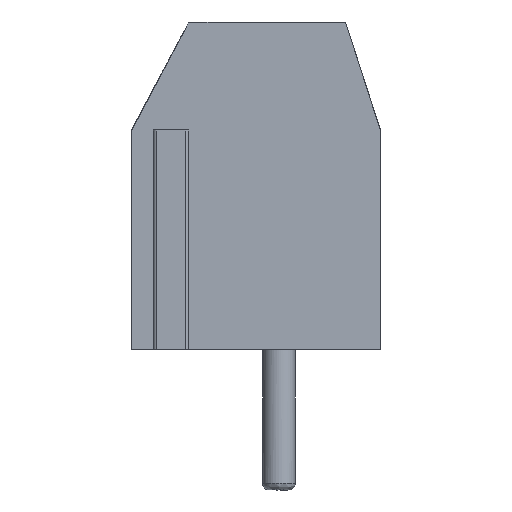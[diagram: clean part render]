
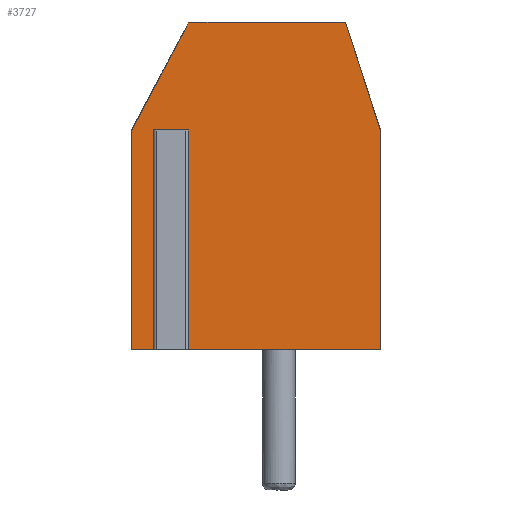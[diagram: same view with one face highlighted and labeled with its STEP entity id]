
A CAD part, left-side view. The second image highlights one B-rep face of the part: STEP entity #3727.
In plain terms, the highlighted planar face has unit normal (-1, 0, 0).
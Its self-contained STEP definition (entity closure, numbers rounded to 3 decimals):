
#57 = CARTESIAN_POINT ( 'NONE',  ( 15., 6.189, -6.649 ) ) ;
#455 = CARTESIAN_POINT ( 'NONE',  ( 15., 2.904, 3.351 ) ) ;
#817 = VERTEX_POINT ( 'NONE', #1102 ) ;
#1035 = LINE ( 'NONE', #455, #26666 ) ;
#1038 = VERTEX_POINT ( 'NONE', #16149 ) ;
#1102 = CARTESIAN_POINT ( 'NONE',  ( 15., 7.049, 0.051 ) ) ;
#1578 = VECTOR ( 'NONE', #38225, 1000. ) ;
#1768 = CARTESIAN_POINT ( 'NONE',  ( 15., 5.509, 26.94 ) ) ;
#2048 = DIRECTION ( 'NONE',  ( 0., 1., 0. ) ) ;
#2117 = LINE ( 'NONE', #26226, #1578 ) ;
#3617 = DIRECTION ( 'NONE',  ( 0., -1., 0. ) ) ;
#3727 = ADVANCED_FACE ( 'NONE', ( #18200 ), #13502, .F. ) ;
#4060 = LINE ( 'NONE', #34245, #14719 ) ;
#4384 = EDGE_CURVE ( 'NONE', #33360, #12018, #38364, .T. ) ;
#4425 = VECTOR ( 'NONE', #35873, 1000. ) ;
#4771 = DIRECTION ( 'NONE',  ( 0., -0.306, -0.952 ) ) ;
#4909 = EDGE_CURVE ( 'NONE', #11345, #33534, #17121, .T. ) ;
#5800 = VECTOR ( 'NONE', #4771, 1000. ) ;
#6478 = CARTESIAN_POINT ( 'NONE',  ( 15., 6.189, 0.051 ) ) ;
#7225 = DIRECTION ( 'NONE',  ( 0., -0.469, 0.883 ) ) ;
#7741 = ORIENTED_EDGE ( 'NONE', *, *, #22698, .F. ) ;
#7963 = ORIENTED_EDGE ( 'NONE', *, *, #20857, .F. ) ;
#9486 = CARTESIAN_POINT ( 'NONE',  ( 15., 0.509, 3.351 ) ) ;
#10022 = DIRECTION ( 'NONE',  ( 0., 0., -1. ) ) ;
#11345 = VERTEX_POINT ( 'NONE', #27182 ) ;
#12018 = VERTEX_POINT ( 'NONE', #17084 ) ;
#12811 = EDGE_CURVE ( 'NONE', #33787, #33645, #34367, .T. ) ;
#13502 = PLANE ( 'NONE',  #20441 ) ;
#13615 = EDGE_CURVE ( 'NONE', #22146, #36961, #14267, .T. ) ;
#13651 = EDGE_CURVE ( 'NONE', #1038, #33787, #1035, .T. ) ;
#13940 = ORIENTED_EDGE ( 'NONE', *, *, #13615, .F. ) ;
#14267 = LINE ( 'NONE', #36755, #33595 ) ;
#14592 = CARTESIAN_POINT ( 'NONE',  ( 15., -0.551, -6.649 ) ) ;
#14719 = VECTOR ( 'NONE', #7225, 1000. ) ;
#15229 = DIRECTION ( 'NONE',  ( 0., 1., 0. ) ) ;
#15687 = ORIENTED_EDGE ( 'NONE', *, *, #23564, .F. ) ;
#16149 = CARTESIAN_POINT ( 'NONE',  ( 15., 5.299, 3.351 ) ) ;
#16303 = CARTESIAN_POINT ( 'NONE',  ( 15., 6.189, 26.94 ) ) ;
#16390 = ORIENTED_EDGE ( 'NONE', *, *, #4384, .F. ) ;
#16411 = ORIENTED_EDGE ( 'NONE', *, *, #4909, .F. ) ;
#17022 = CARTESIAN_POINT ( 'NONE',  ( 15., 2.904, 26.94 ) ) ;
#17084 = CARTESIAN_POINT ( 'NONE',  ( 15., 7.049, -6.649 ) ) ;
#17121 = LINE ( 'NONE', #14592, #30397 ) ;
#17568 = CARTESIAN_POINT ( 'NONE',  ( 15., -0.551, 0.051 ) ) ;
#18200 = FACE_OUTER_BOUND ( 'NONE', #37832, .T. ) ;
#19094 = ORIENTED_EDGE ( 'NONE', *, *, #13651, .F. ) ;
#19299 = ORIENTED_EDGE ( 'NONE', *, *, #12811, .F. ) ;
#20441 = AXIS2_PLACEMENT_3D ( 'NONE', #17022, #22369, #2048 ) ;
#20857 = EDGE_CURVE ( 'NONE', #33645, #11345, #30143, .T. ) ;
#21564 = ORIENTED_EDGE ( 'NONE', *, *, #37954, .F. ) ;
#22146 = VERTEX_POINT ( 'NONE', #27526 ) ;
#22369 = DIRECTION ( 'NONE',  ( 1., 0., 0. ) ) ;
#22698 = EDGE_CURVE ( 'NONE', #817, #1038, #4060, .T. ) ;
#22759 = CARTESIAN_POINT ( 'NONE',  ( 15., 2.904, -6.649 ) ) ;
#23102 = CARTESIAN_POINT ( 'NONE',  ( 15., 5.509, -6.649 ) ) ;
#23564 = EDGE_CURVE ( 'NONE', #12018, #817, #2117, .T. ) ;
#26226 = CARTESIAN_POINT ( 'NONE',  ( 15., 7.049, 26.94 ) ) ;
#26666 = VECTOR ( 'NONE', #3617, 1000. ) ;
#27182 = CARTESIAN_POINT ( 'NONE',  ( 15., -0.551, -6.649 ) ) ;
#27526 = CARTESIAN_POINT ( 'NONE',  ( 15., 5.509, 0.051 ) ) ;
#29209 = DIRECTION ( 'NONE',  ( 0., 1., 0. ) ) ;
#30143 = LINE ( 'NONE', #33087, #4425 ) ;
#30397 = VECTOR ( 'NONE', #29209, 1000. ) ;
#32446 = ORIENTED_EDGE ( 'NONE', *, *, #34896, .F. ) ;
#32461 = DIRECTION ( 'NONE',  ( 0., 1., 0. ) ) ;
#33087 = CARTESIAN_POINT ( 'NONE',  ( 15., -0.551, 26.94 ) ) ;
#33152 = VECTOR ( 'NONE', #32461, 1000. ) ;
#33360 = VERTEX_POINT ( 'NONE', #57 ) ;
#33534 = VERTEX_POINT ( 'NONE', #23102 ) ;
#33595 = VECTOR ( 'NONE', #15229, 1000. ) ;
#33645 = VERTEX_POINT ( 'NONE', #17568 ) ;
#33787 = VERTEX_POINT ( 'NONE', #9486 ) ;
#34245 = CARTESIAN_POINT ( 'NONE',  ( 15., 7.049, 0.051 ) ) ;
#34367 = LINE ( 'NONE', #37150, #5800 ) ;
#34532 = LINE ( 'NONE', #1768, #35868 ) ;
#34896 = EDGE_CURVE ( 'NONE', #36961, #33360, #37658, .T. ) ;
#34914 = DIRECTION ( 'NONE',  ( 0., 0., 1. ) ) ;
#35868 = VECTOR ( 'NONE', #34914, 1000. ) ;
#35873 = DIRECTION ( 'NONE',  ( 0., 0., -1. ) ) ;
#36755 = CARTESIAN_POINT ( 'NONE',  ( 15., 2.904, 0.051 ) ) ;
#36841 = VECTOR ( 'NONE', #10022, 1000. ) ;
#36961 = VERTEX_POINT ( 'NONE', #6478 ) ;
#37150 = CARTESIAN_POINT ( 'NONE',  ( 15., 0.509, 3.351 ) ) ;
#37658 = LINE ( 'NONE', #16303, #36841 ) ;
#37832 = EDGE_LOOP ( 'NONE', ( #21564, #16411, #7963, #19299, #19094, #7741, #15687, #16390, #32446, #13940 ) ) ;
#37954 = EDGE_CURVE ( 'NONE', #33534, #22146, #34532, .T. ) ;
#38225 = DIRECTION ( 'NONE',  ( 0., 0., 1. ) ) ;
#38364 = LINE ( 'NONE', #22759, #33152 ) ;
